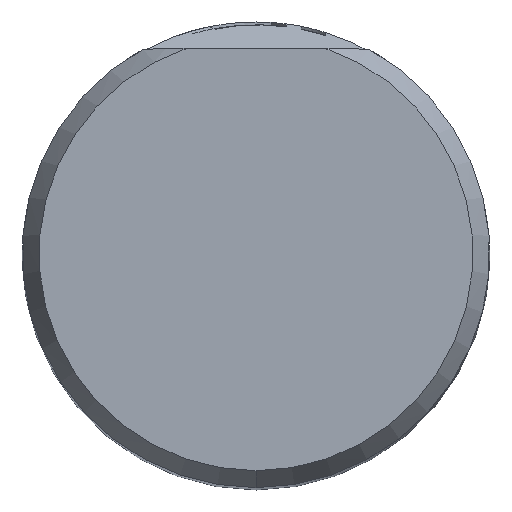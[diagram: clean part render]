
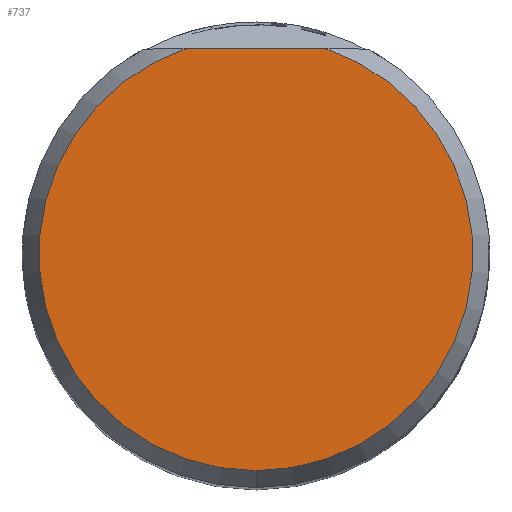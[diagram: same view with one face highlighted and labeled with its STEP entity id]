
A CAD part, top view. The second image highlights one B-rep face of the part: STEP entity #737.
In plain terms, the highlighted planar face has unit normal (0, 0, 1).
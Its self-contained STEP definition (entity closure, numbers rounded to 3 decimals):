
#441=VERTEX_POINT('',#1043);
#505=EDGE_CURVE('',#441,#547,#1115,.T.);
#547=VERTEX_POINT('',#1159);
#567=EDGE_CURVE('',#671,#441,#1181,.T.);
#671=VERTEX_POINT('',#1300);
#737=ADVANCED_FACE('',(#1370),#1371,.T.);
#845=EDGE_CURVE('',#671,#547,#1487,.T.);
#1043=CARTESIAN_POINT('',(0.,-7.423,0.0));
#1115=CIRCLE('',#3986,7.423);
#1159=CARTESIAN_POINT('',(-2.358,7.038,0.0));
#1181=CIRCLE('',#4420,7.423);
#1300=CARTESIAN_POINT('',(2.358,7.038,0.0));
#1370=FACE_OUTER_BOUND('',#6885,.T.);
#1371=PLANE('',#6886);
#1487=LINE('',#7330,#7331);
#3986=AXIS2_PLACEMENT_3D('',#7641,#7642,#7643);
#4420=AXIS2_PLACEMENT_3D('',#7699,#7700,#7701);
#6885=EDGE_LOOP('',(#7932,#7933,#7934));
#6886=AXIS2_PLACEMENT_3D('',#7935,#7936,#7937);
#7330=CARTESIAN_POINT('',(-4.0,7.038,0.0));
#7331=VECTOR('',#8054,1.0);
#7641=CARTESIAN_POINT('',(0.0,0.0,0.0));
#7642=DIRECTION('',(0.0,0.0,-1.0));
#7643=DIRECTION('',(0.0,1.0,0.0));
#7699=CARTESIAN_POINT('',(0.0,0.0,0.0));
#7700=DIRECTION('',(0.0,0.0,-1.0));
#7701=DIRECTION('',(0.0,1.0,0.0));
#7932=ORIENTED_EDGE('',*,*,#845,.T.);
#7933=ORIENTED_EDGE('',*,*,#505,.F.);
#7934=ORIENTED_EDGE('',*,*,#567,.F.);
#7935=CARTESIAN_POINT('',(0.0,3.711,0.0));
#7936=DIRECTION('',(-0.0,0.0,1.0));
#7937=DIRECTION('',(0.0,-1.0,0.0));
#8054=DIRECTION('',(-1.0,0.0,0.0));
